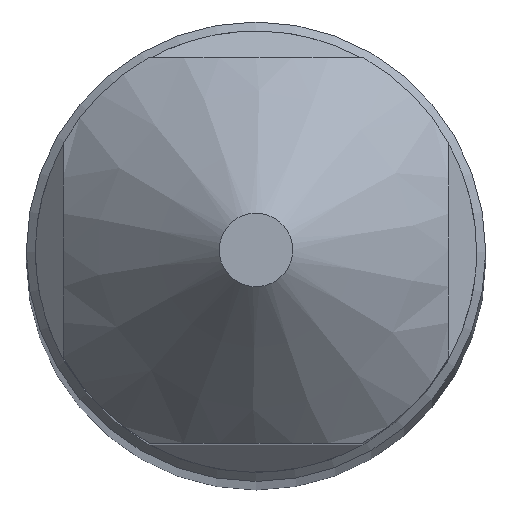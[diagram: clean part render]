
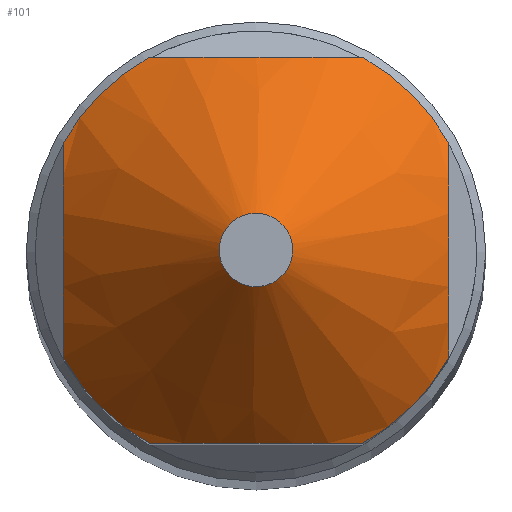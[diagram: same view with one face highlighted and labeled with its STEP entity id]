
A CAD part, top view. The second image highlights one B-rep face of the part: STEP entity #101.
In plain terms, the highlighted conical face has half-angle 45 degrees and reference radius 0.2 mm.
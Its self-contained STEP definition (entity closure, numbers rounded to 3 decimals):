
#95=CONICAL_SURFACE('',#370,0.2,45.);
#101=ADVANCED_FACE('',(#128,#129),#95,.T.);
#128=FACE_BOUND('',#146,.T.);
#129=FACE_BOUND('',#147,.T.);
#146=EDGE_LOOP('',(#189));
#147=EDGE_LOOP('',(#190,#191,#192,#193,#194,#195,#196,#197));
#189=ORIENTED_EDGE('',*,*,#280,.F.);
#190=ORIENTED_EDGE('',*,*,#267,.T.);
#191=ORIENTED_EDGE('',*,*,#281,.T.);
#192=ORIENTED_EDGE('',*,*,#279,.T.);
#193=ORIENTED_EDGE('',*,*,#282,.T.);
#194=ORIENTED_EDGE('',*,*,#275,.T.);
#195=ORIENTED_EDGE('',*,*,#283,.T.);
#196=ORIENTED_EDGE('',*,*,#271,.T.);
#197=ORIENTED_EDGE('',*,*,#284,.T.);
#239=VERTEX_POINT('',#520);
#241=VERTEX_POINT('',#524);
#242=VERTEX_POINT('',#526);
#245=VERTEX_POINT('',#532);
#246=VERTEX_POINT('',#534);
#249=VERTEX_POINT('',#540);
#250=VERTEX_POINT('',#542);
#253=VERTEX_POINT('',#548);
#254=VERTEX_POINT('',#552);
#267=EDGE_CURVE('',#242,#241,#297,.T.);
#271=EDGE_CURVE('',#246,#245,#298,.T.);
#275=EDGE_CURVE('',#250,#249,#299,.T.);
#279=EDGE_CURVE('',#239,#253,#300,.T.);
#280=EDGE_CURVE('',#254,#254,#301,.T.);
#281=EDGE_CURVE('',#241,#239,#315,.T.);
#282=EDGE_CURVE('',#253,#250,#316,.T.);
#283=EDGE_CURVE('',#249,#246,#317,.T.);
#284=EDGE_CURVE('',#245,#242,#318,.T.);
#297=CIRCLE('',#361,1.2);
#298=CIRCLE('',#363,1.2);
#299=CIRCLE('',#365,1.2);
#300=CIRCLE('',#367,1.2);
#301=CIRCLE('',#369,0.2);
#315=B_SPLINE_CURVE_WITH_KNOTS('',3,(#553,#554,#555,#556),.UNSPECIFIED.,
 .F.,.F.,(4,4),(0.,1.),.UNSPECIFIED.);
#316=B_SPLINE_CURVE_WITH_KNOTS('',3,(#557,#558,#559,#560),.UNSPECIFIED.,
 .F.,.F.,(4,4),(0.,1.),.UNSPECIFIED.);
#317=B_SPLINE_CURVE_WITH_KNOTS('',3,(#561,#562,#563,#564),.UNSPECIFIED.,
 .F.,.F.,(4,4),(0.,1.),.UNSPECIFIED.);
#318=B_SPLINE_CURVE_WITH_KNOTS('',3,(#565,#566,#567,#568),.UNSPECIFIED.,
 .F.,.F.,(4,4),(0.,1.),.UNSPECIFIED.);
#361=AXIS2_PLACEMENT_3D('',#525,#415,#416);
#363=AXIS2_PLACEMENT_3D('',#533,#421,#422);
#365=AXIS2_PLACEMENT_3D('',#541,#427,#428);
#367=AXIS2_PLACEMENT_3D('',#549,#433,#434);
#369=AXIS2_PLACEMENT_3D('',#551,#437,#438);
#370=AXIS2_PLACEMENT_3D('',#569,#439,#440);
#415=DIRECTION('',(0.,0.,1.));
#416=DIRECTION('',(-1.,0.,0.));
#421=DIRECTION('',(0.,0.,1.));
#422=DIRECTION('',(-1.,0.,0.));
#427=DIRECTION('',(0.,0.,1.));
#428=DIRECTION('',(-1.,0.,0.));
#433=DIRECTION('',(0.,0.,1.));
#434=DIRECTION('',(-1.,0.,0.));
#437=DIRECTION('',(0.,0.,1.));
#438=DIRECTION('',(1.,0.,0.));
#439=DIRECTION('',(0.,0.,-1.));
#440=DIRECTION('',(-1.,0.,0.));
#520=CARTESIAN_POINT('',(1.05,0.581,-1.));
#524=CARTESIAN_POINT('',(1.05,-0.581,-1.));
#525=CARTESIAN_POINT('',(0.,0.,-1.));
#526=CARTESIAN_POINT('',(0.581,-1.05,-1.));
#532=CARTESIAN_POINT('',(-0.581,-1.05,-1.));
#533=CARTESIAN_POINT('',(0.,0.,-1.));
#534=CARTESIAN_POINT('',(-1.05,-0.581,-1.));
#540=CARTESIAN_POINT('',(-1.05,0.581,-1.));
#541=CARTESIAN_POINT('',(0.,0.,-1.));
#542=CARTESIAN_POINT('',(-0.581,1.05,-1.));
#548=CARTESIAN_POINT('',(0.581,1.05,-1.));
#549=CARTESIAN_POINT('',(0.,0.,-1.));
#551=CARTESIAN_POINT('',(0.,0.,0.));
#552=CARTESIAN_POINT('',(0.2,0.,0.));
#553=CARTESIAN_POINT('',(1.05,-0.581,-1.));
#554=CARTESIAN_POINT('',(1.05,-0.217,-0.824));
#555=CARTESIAN_POINT('',(1.05,0.218,-0.824));
#556=CARTESIAN_POINT('',(1.05,0.581,-1.));
#557=CARTESIAN_POINT('',(0.581,1.05,-1.));
#558=CARTESIAN_POINT('',(0.217,1.05,-0.824));
#559=CARTESIAN_POINT('',(-0.218,1.05,-0.824));
#560=CARTESIAN_POINT('',(-0.581,1.05,-1.));
#561=CARTESIAN_POINT('',(-1.05,0.581,-1.));
#562=CARTESIAN_POINT('',(-1.05,0.218,-0.824));
#563=CARTESIAN_POINT('',(-1.05,-0.217,-0.824));
#564=CARTESIAN_POINT('',(-1.05,-0.581,-1.));
#565=CARTESIAN_POINT('',(-0.581,-1.05,-1.));
#566=CARTESIAN_POINT('',(-0.218,-1.05,-0.824));
#567=CARTESIAN_POINT('',(0.217,-1.05,-0.824));
#568=CARTESIAN_POINT('',(0.581,-1.05,-1.));
#569=CARTESIAN_POINT('',(0.,0.,0.));
